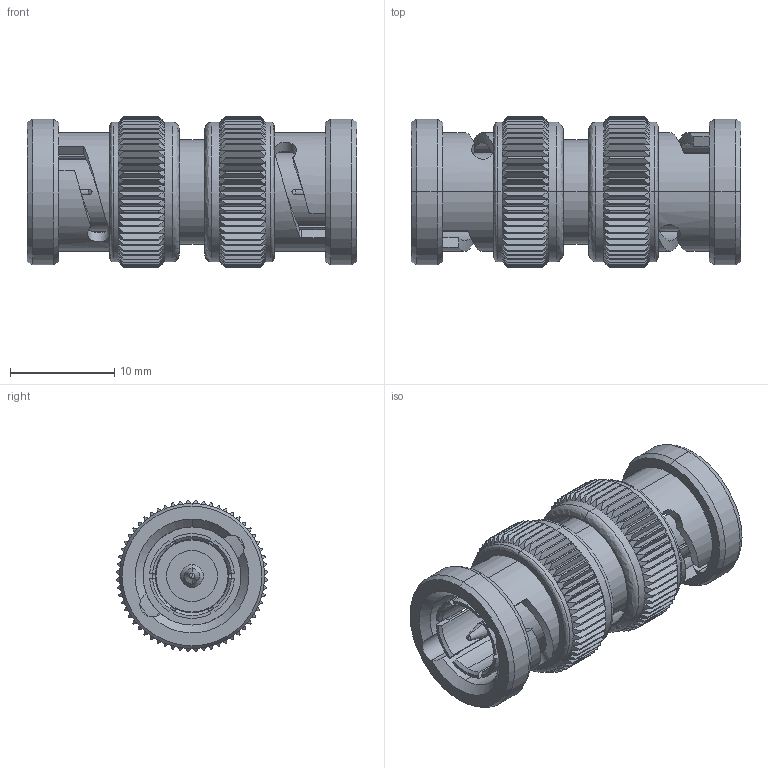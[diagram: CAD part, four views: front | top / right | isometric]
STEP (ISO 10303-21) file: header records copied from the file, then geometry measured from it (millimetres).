
FILE_DESCRIPTION (( 'STEP AP203' ), '1' );
FILE_NAME ('PE9364.step', '2018-06-06T18:09:25', ( '' ), ( '' ), 'SwSTEP 2.0', 'SolidWorks 2017', '' );
FILE_SCHEMA (( 'CONFIG_CONTROL_DESIGN' ));
Length unit declared in the file: inch
Products named in the file (1): PE9364
Bounding box: 31.6 x 14.46 x 14.46 mm (x, y, z)
Volume: 2845.3 mm3; surface area: 3860.8 mm2
Topology: 1 solids, 5 shells, 870 faces, 2006 edges, 1160 vertices
Faces by surface type: plane 318, cone 290, cylinder 234, bspline 28
Entity records: 28069 total; most frequent: CARTESIAN_POINT 9261, ORIENTED_EDGE 4012, DIRECTION 3802, EDGE_CURVE 2006, AXIS2_PLACEMENT_3D 1581, VERTEX_POINT 1160, EDGE_LOOP 900, FACE_OUTER_BOUND 870
